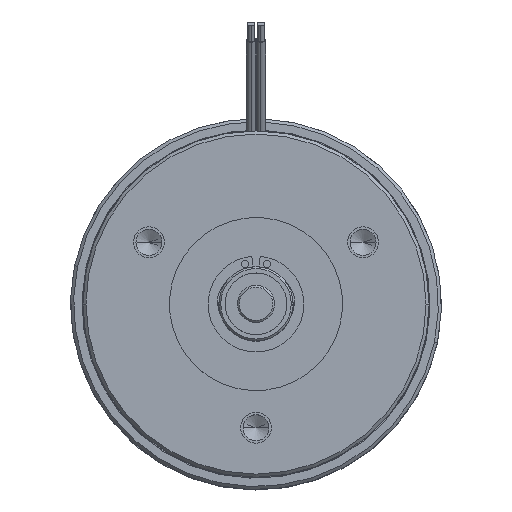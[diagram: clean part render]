
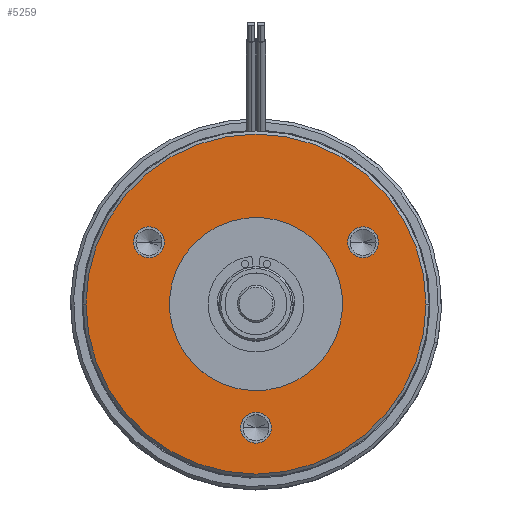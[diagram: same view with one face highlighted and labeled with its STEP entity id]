
A CAD part, top view. The second image highlights one B-rep face of the part: STEP entity #5259.
In plain terms, the highlighted planar face has unit normal (0, 0, 1).
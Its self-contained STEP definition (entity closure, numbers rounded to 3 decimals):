
#58 = ORIENTED_EDGE ( 'NONE', *, *, #1016, .T. ) ;
#220 = CIRCLE ( 'NONE', #6562, 2.5 ) ;
#251 = CARTESIAN_POINT ( 'NONE',  ( 0., 0., 38. ) ) ;
#299 = AXIS2_PLACEMENT_3D ( 'NONE', #5361, #2271, #5896 ) ;
#317 = EDGE_LOOP ( 'NONE', ( #5579, #1633 ) ) ;
#361 = VERTEX_POINT ( 'NONE', #4586 ) ;
#372 = CARTESIAN_POINT ( 'NONE',  ( -17.321, 10., 38. ) ) ;
#380 = CARTESIAN_POINT ( 'NONE',  ( -27.5, 0., 38. ) ) ;
#389 = EDGE_LOOP ( 'NONE', ( #2249, #1337 ) ) ;
#457 = PLANE ( 'NONE',  #2466 ) ;
#489 = CARTESIAN_POINT ( 'NONE',  ( 0., 0., 38. ) ) ;
#653 = EDGE_CURVE ( 'NONE', #5254, #6036, #6321, .T. ) ;
#707 = CARTESIAN_POINT ( 'NONE',  ( 0., 0., 38. ) ) ;
#824 = DIRECTION ( 'NONE',  ( 0., 0., -1. ) ) ;
#873 = CARTESIAN_POINT ( 'NONE',  ( -2.5, -20., 38. ) ) ;
#890 = DIRECTION ( 'NONE',  ( 1., 0., 0. ) ) ;
#1013 = DIRECTION ( 'NONE',  ( 1., 0., 0. ) ) ;
#1016 = EDGE_CURVE ( 'NONE', #3383, #3039, #4528, .T. ) ;
#1030 = FACE_BOUND ( 'NONE', #1350, .T. ) ;
#1054 = CARTESIAN_POINT ( 'NONE',  ( 2.5, -20., 38. ) ) ;
#1076 = CARTESIAN_POINT ( 'NONE',  ( 0., 0., 38. ) ) ;
#1127 = AXIS2_PLACEMENT_3D ( 'NONE', #3085, #6686, #3596 ) ;
#1219 = DIRECTION ( 'NONE',  ( 1., 0., 0. ) ) ;
#1337 = ORIENTED_EDGE ( 'NONE', *, *, #6012, .T. ) ;
#1350 = EDGE_LOOP ( 'NONE', ( #1992, #5961 ) ) ;
#1473 = CIRCLE ( 'NONE', #299, 14. ) ;
#1598 = CARTESIAN_POINT ( 'NONE',  ( -14.821, 10., 38. ) ) ;
#1602 = AXIS2_PLACEMENT_3D ( 'NONE', #5939, #2307, #1775 ) ;
#1609 = DIRECTION ( 'NONE',  ( 1., 0., 0. ) ) ;
#1633 = ORIENTED_EDGE ( 'NONE', *, *, #4919, .F. ) ;
#1676 = EDGE_CURVE ( 'NONE', #4682, #6667, #6626, .T. ) ;
#1699 = VERTEX_POINT ( 'NONE', #873 ) ;
#1775 = DIRECTION ( 'NONE',  ( 1., 0., 0. ) ) ;
#1786 = DIRECTION ( 'NONE',  ( 0., 0., 1. ) ) ;
#1926 = CARTESIAN_POINT ( 'NONE',  ( -19.821, 10., 38. ) ) ;
#1942 = AXIS2_PLACEMENT_3D ( 'NONE', #5627, #2525, #6166 ) ;
#1992 = ORIENTED_EDGE ( 'NONE', *, *, #1676, .F. ) ;
#2074 = AXIS2_PLACEMENT_3D ( 'NONE', #707, #4360, #1219 ) ;
#2249 = ORIENTED_EDGE ( 'NONE', *, *, #4593, .T. ) ;
#2271 = DIRECTION ( 'NONE',  ( 0., 0., -1. ) ) ;
#2291 = FACE_BOUND ( 'NONE', #4346, .T. ) ;
#2307 = DIRECTION ( 'NONE',  ( 0., 0., 1. ) ) ;
#2451 = FACE_OUTER_BOUND ( 'NONE', #389, .T. ) ;
#2466 = AXIS2_PLACEMENT_3D ( 'NONE', #1076, #2564, #1609 ) ;
#2525 = DIRECTION ( 'NONE',  ( 0., 0., 1. ) ) ;
#2534 = CARTESIAN_POINT ( 'NONE',  ( 19.821, 10., 38. ) ) ;
#2564 = DIRECTION ( 'NONE',  ( 0., 0., 1. ) ) ;
#2567 = ORIENTED_EDGE ( 'NONE', *, *, #3405, .F. ) ;
#2600 = CIRCLE ( 'NONE', #1127, 2.5 ) ;
#2625 = CIRCLE ( 'NONE', #1942, 2.5 ) ;
#2902 = AXIS2_PLACEMENT_3D ( 'NONE', #251, #824, #5567 ) ;
#2962 = DIRECTION ( 'NONE',  ( 1., 0., 0. ) ) ;
#2964 = CIRCLE ( 'NONE', #3568, 27.5 ) ;
#3039 = VERTEX_POINT ( 'NONE', #5263 ) ;
#3085 = CARTESIAN_POINT ( 'NONE',  ( 0., -20., 38. ) ) ;
#3132 = EDGE_CURVE ( 'NONE', #3039, #3383, #1473, .T. ) ;
#3195 = AXIS2_PLACEMENT_3D ( 'NONE', #6521, #6597, #2962 ) ;
#3383 = VERTEX_POINT ( 'NONE', #3518 ) ;
#3405 = EDGE_CURVE ( 'NONE', #6036, #5254, #2625, .T. ) ;
#3518 = CARTESIAN_POINT ( 'NONE',  ( -13.974, 0.847, 38. ) ) ;
#3568 = AXIS2_PLACEMENT_3D ( 'NONE', #489, #4150, #1013 ) ;
#3596 = DIRECTION ( 'NONE',  ( 1., 0., 0. ) ) ;
#3961 = EDGE_LOOP ( 'NONE', ( #5414, #2567 ) ) ;
#4045 = DIRECTION ( 'NONE',  ( 0., 0., 1. ) ) ;
#4150 = DIRECTION ( 'NONE',  ( 0., 0., 1. ) ) ;
#4332 = CARTESIAN_POINT ( 'NONE',  ( 14.821, 10., 38. ) ) ;
#4346 = EDGE_LOOP ( 'NONE', ( #4639, #58 ) ) ;
#4360 = DIRECTION ( 'NONE',  ( 0., 0., 1. ) ) ;
#4528 = CIRCLE ( 'NONE', #2902, 14. ) ;
#4539 = VERTEX_POINT ( 'NONE', #380 ) ;
#4586 = CARTESIAN_POINT ( 'NONE',  ( 27.5, 0., 38. ) ) ;
#4593 = EDGE_CURVE ( 'NONE', #4539, #361, #2964, .T. ) ;
#4639 = ORIENTED_EDGE ( 'NONE', *, *, #3132, .T. ) ;
#4664 = VERTEX_POINT ( 'NONE', #1054 ) ;
#4682 = VERTEX_POINT ( 'NONE', #1598 ) ;
#4906 = CARTESIAN_POINT ( 'NONE',  ( 0., -20., 38. ) ) ;
#4919 = EDGE_CURVE ( 'NONE', #1699, #4664, #220, .T. ) ;
#5038 = FACE_BOUND ( 'NONE', #317, .T. ) ;
#5254 = VERTEX_POINT ( 'NONE', #2534 ) ;
#5259 = ADVANCED_FACE ( 'NONE', ( #2451, #6435, #1030, #5038, #2291 ), #457, .T. ) ;
#5263 = CARTESIAN_POINT ( 'NONE',  ( 13.974, -0.847, 38. ) ) ;
#5310 = CIRCLE ( 'NONE', #2074, 27.5 ) ;
#5361 = CARTESIAN_POINT ( 'NONE',  ( 0., 0., 38. ) ) ;
#5414 = ORIENTED_EDGE ( 'NONE', *, *, #653, .F. ) ;
#5432 = DIRECTION ( 'NONE',  ( 1., 0., 0. ) ) ;
#5567 = DIRECTION ( 'NONE',  ( 1., 0., 0. ) ) ;
#5579 = ORIENTED_EDGE ( 'NONE', *, *, #5757, .F. ) ;
#5627 = CARTESIAN_POINT ( 'NONE',  ( 17.321, 10., 38. ) ) ;
#5636 = AXIS2_PLACEMENT_3D ( 'NONE', #372, #4045, #890 ) ;
#5757 = EDGE_CURVE ( 'NONE', #4664, #1699, #2600, .T. ) ;
#5896 = DIRECTION ( 'NONE',  ( 1., 0., 0. ) ) ;
#5939 = CARTESIAN_POINT ( 'NONE',  ( 17.321, 10., 38. ) ) ;
#5961 = ORIENTED_EDGE ( 'NONE', *, *, #6680, .F. ) ;
#6012 = EDGE_CURVE ( 'NONE', #361, #4539, #5310, .T. ) ;
#6036 = VERTEX_POINT ( 'NONE', #4332 ) ;
#6055 = CIRCLE ( 'NONE', #5636, 2.5 ) ;
#6166 = DIRECTION ( 'NONE',  ( 1., 0., 0. ) ) ;
#6321 = CIRCLE ( 'NONE', #1602, 2.5 ) ;
#6435 = FACE_BOUND ( 'NONE', #3961, .T. ) ;
#6521 = CARTESIAN_POINT ( 'NONE',  ( -17.321, 10., 38. ) ) ;
#6562 = AXIS2_PLACEMENT_3D ( 'NONE', #4906, #1786, #5432 ) ;
#6597 = DIRECTION ( 'NONE',  ( 0., 0., 1. ) ) ;
#6626 = CIRCLE ( 'NONE', #3195, 2.5 ) ;
#6667 = VERTEX_POINT ( 'NONE', #1926 ) ;
#6680 = EDGE_CURVE ( 'NONE', #6667, #4682, #6055, .T. ) ;
#6686 = DIRECTION ( 'NONE',  ( 0., 0., 1. ) ) ;
